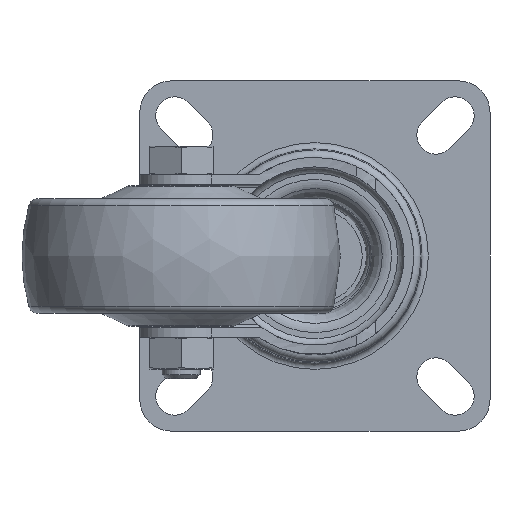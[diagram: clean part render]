
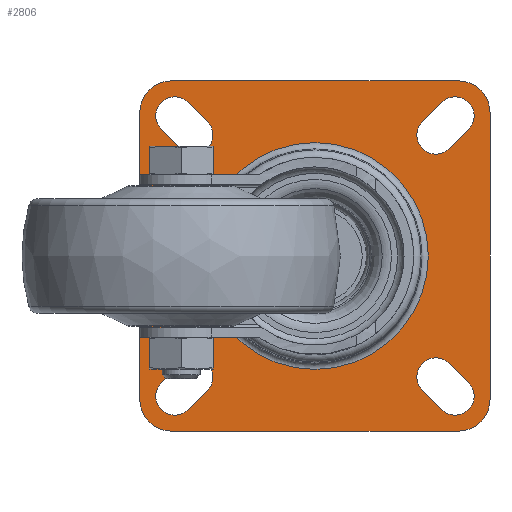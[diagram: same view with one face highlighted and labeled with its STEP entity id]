
A CAD part, front view. The second image highlights one B-rep face of the part: STEP entity #2806.
In plain terms, the highlighted planar face has unit normal (0, -1, 0).
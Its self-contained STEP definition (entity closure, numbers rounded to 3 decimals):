
#217=LINE('',#5211,#346);
#220=LINE('',#5219,#349);
#223=LINE('',#5227,#352);
#226=LINE('',#5234,#355);
#231=LINE('',#5282,#360);
#232=LINE('',#5285,#361);
#233=LINE('',#5290,#362);
#234=LINE('',#5293,#363);
#235=LINE('',#5298,#364);
#236=LINE('',#5301,#365);
#237=LINE('',#5306,#366);
#238=LINE('',#5309,#367);
#346=VECTOR('',#4065,1000.);
#349=VECTOR('',#4074,1000.);
#352=VECTOR('',#4083,1000.);
#355=VECTOR('',#4092,1000.);
#360=VECTOR('',#4151,1000.);
#361=VECTOR('',#4154,1000.);
#362=VECTOR('',#4157,1000.);
#363=VECTOR('',#4160,1000.);
#364=VECTOR('',#4163,1000.);
#365=VECTOR('',#4166,1000.);
#366=VECTOR('',#4169,1000.);
#367=VECTOR('',#4172,1000.);
#468=FACE_BOUND('',#877,.T.);
#469=FACE_BOUND('',#878,.T.);
#470=FACE_BOUND('',#879,.T.);
#471=FACE_BOUND('',#880,.T.);
#472=FACE_BOUND('',#881,.T.);
#519=PLANE('',#3348);
#669=FACE_OUTER_BOUND('',#876,.T.);
#876=EDGE_LOOP('',(#2407,#2408,#2409,#2410,#2411,#2412,#2413,#2414));
#877=EDGE_LOOP('',(#2415));
#878=EDGE_LOOP('',(#2416,#2417,#2418,#2419));
#879=EDGE_LOOP('',(#2420,#2421,#2422,#2423));
#880=EDGE_LOOP('',(#2424,#2425,#2426,#2427));
#881=EDGE_LOOP('',(#2428,#2429,#2430,#2431));
#1070=CIRCLE('',#3312,5.);
#1071=CIRCLE('',#3315,5.);
#1072=CIRCLE('',#3318,5.);
#1073=CIRCLE('',#3321,5.);
#1090=CIRCLE('',#3347,17.81);
#1091=CIRCLE('',#3349,3.);
#1092=CIRCLE('',#3350,3.);
#1093=CIRCLE('',#3351,3.);
#1094=CIRCLE('',#3352,3.);
#1095=CIRCLE('',#3353,3.);
#1096=CIRCLE('',#3354,3.);
#1097=CIRCLE('',#3355,3.);
#1098=CIRCLE('',#3356,3.);
#1368=VERTEX_POINT('',#5204);
#1369=VERTEX_POINT('',#5205);
#1370=VERTEX_POINT('',#5210);
#1371=VERTEX_POINT('',#5214);
#1372=VERTEX_POINT('',#5218);
#1373=VERTEX_POINT('',#5222);
#1374=VERTEX_POINT('',#5226);
#1375=VERTEX_POINT('',#5230);
#1388=VERTEX_POINT('',#5274);
#1389=VERTEX_POINT('',#5278);
#1390=VERTEX_POINT('',#5279);
#1391=VERTEX_POINT('',#5281);
#1392=VERTEX_POINT('',#5283);
#1393=VERTEX_POINT('',#5286);
#1394=VERTEX_POINT('',#5287);
#1395=VERTEX_POINT('',#5289);
#1396=VERTEX_POINT('',#5291);
#1397=VERTEX_POINT('',#5294);
#1398=VERTEX_POINT('',#5295);
#1399=VERTEX_POINT('',#5297);
#1400=VERTEX_POINT('',#5299);
#1401=VERTEX_POINT('',#5302);
#1402=VERTEX_POINT('',#5303);
#1403=VERTEX_POINT('',#5305);
#1404=VERTEX_POINT('',#5307);
#1711=EDGE_CURVE('',#1368,#1369,#1070,.T.);
#1714=EDGE_CURVE('',#1370,#1368,#217,.T.);
#1716=EDGE_CURVE('',#1371,#1370,#1071,.T.);
#1718=EDGE_CURVE('',#1372,#1371,#220,.T.);
#1720=EDGE_CURVE('',#1373,#1372,#1072,.T.);
#1722=EDGE_CURVE('',#1374,#1373,#223,.T.);
#1724=EDGE_CURVE('',#1375,#1374,#1073,.T.);
#1726=EDGE_CURVE('',#1369,#1375,#226,.T.);
#1747=EDGE_CURVE('',#1388,#1388,#1090,.T.);
#1748=EDGE_CURVE('',#1389,#1390,#1091,.T.);
#1749=EDGE_CURVE('',#1390,#1391,#231,.T.);
#1750=EDGE_CURVE('',#1391,#1392,#1092,.T.);
#1751=EDGE_CURVE('',#1392,#1389,#232,.T.);
#1752=EDGE_CURVE('',#1393,#1394,#1093,.T.);
#1753=EDGE_CURVE('',#1394,#1395,#233,.T.);
#1754=EDGE_CURVE('',#1395,#1396,#1094,.T.);
#1755=EDGE_CURVE('',#1396,#1393,#234,.T.);
#1756=EDGE_CURVE('',#1397,#1398,#1095,.T.);
#1757=EDGE_CURVE('',#1398,#1399,#235,.T.);
#1758=EDGE_CURVE('',#1399,#1400,#1096,.T.);
#1759=EDGE_CURVE('',#1400,#1397,#236,.T.);
#1760=EDGE_CURVE('',#1401,#1402,#1097,.T.);
#1761=EDGE_CURVE('',#1402,#1403,#237,.T.);
#1762=EDGE_CURVE('',#1403,#1404,#1098,.T.);
#1763=EDGE_CURVE('',#1404,#1401,#238,.T.);
#2407=ORIENTED_EDGE('',*,*,#1714,.F.);
#2408=ORIENTED_EDGE('',*,*,#1716,.F.);
#2409=ORIENTED_EDGE('',*,*,#1718,.F.);
#2410=ORIENTED_EDGE('',*,*,#1720,.F.);
#2411=ORIENTED_EDGE('',*,*,#1722,.F.);
#2412=ORIENTED_EDGE('',*,*,#1724,.F.);
#2413=ORIENTED_EDGE('',*,*,#1726,.F.);
#2414=ORIENTED_EDGE('',*,*,#1711,.F.);
#2415=ORIENTED_EDGE('',*,*,#1747,.F.);
#2416=ORIENTED_EDGE('',*,*,#1748,.T.);
#2417=ORIENTED_EDGE('',*,*,#1749,.T.);
#2418=ORIENTED_EDGE('',*,*,#1750,.T.);
#2419=ORIENTED_EDGE('',*,*,#1751,.T.);
#2420=ORIENTED_EDGE('',*,*,#1752,.T.);
#2421=ORIENTED_EDGE('',*,*,#1753,.T.);
#2422=ORIENTED_EDGE('',*,*,#1754,.T.);
#2423=ORIENTED_EDGE('',*,*,#1755,.T.);
#2424=ORIENTED_EDGE('',*,*,#1756,.T.);
#2425=ORIENTED_EDGE('',*,*,#1757,.T.);
#2426=ORIENTED_EDGE('',*,*,#1758,.T.);
#2427=ORIENTED_EDGE('',*,*,#1759,.T.);
#2428=ORIENTED_EDGE('',*,*,#1760,.T.);
#2429=ORIENTED_EDGE('',*,*,#1761,.T.);
#2430=ORIENTED_EDGE('',*,*,#1762,.T.);
#2431=ORIENTED_EDGE('',*,*,#1763,.T.);
#2806=ADVANCED_FACE('',(#669,#468,#469,#470,#471,#472),#519,.F.);
#3312=AXIS2_PLACEMENT_3D('',#5206,#4059,#4060);
#3315=AXIS2_PLACEMENT_3D('',#5215,#4069,#4070);
#3318=AXIS2_PLACEMENT_3D('',#5223,#4078,#4079);
#3321=AXIS2_PLACEMENT_3D('',#5231,#4087,#4088);
#3347=AXIS2_PLACEMENT_3D('',#5276,#4145,#4146);
#3348=AXIS2_PLACEMENT_3D('',#5277,#4147,#4148);
#3349=AXIS2_PLACEMENT_3D('',#5280,#4149,#4150);
#3350=AXIS2_PLACEMENT_3D('',#5284,#4152,#4153);
#3351=AXIS2_PLACEMENT_3D('',#5288,#4155,#4156);
#3352=AXIS2_PLACEMENT_3D('',#5292,#4158,#4159);
#3353=AXIS2_PLACEMENT_3D('',#5296,#4161,#4162);
#3354=AXIS2_PLACEMENT_3D('',#5300,#4164,#4165);
#3355=AXIS2_PLACEMENT_3D('',#5304,#4167,#4168);
#3356=AXIS2_PLACEMENT_3D('',#5308,#4170,#4171);
#4059=DIRECTION('center_axis',(0.,1.,0.));
#4060=DIRECTION('ref_axis',(0.,0.,1.));
#4065=DIRECTION('',(-1.,0.,0.));
#4069=DIRECTION('center_axis',(0.,1.,0.));
#4070=DIRECTION('ref_axis',(0.,0.,1.));
#4074=DIRECTION('',(0.,0.,-1.));
#4078=DIRECTION('center_axis',(0.,1.,0.));
#4079=DIRECTION('ref_axis',(0.,0.,1.));
#4083=DIRECTION('',(1.,0.,0.));
#4087=DIRECTION('center_axis',(0.,1.,0.));
#4088=DIRECTION('ref_axis',(0.,0.,1.));
#4092=DIRECTION('',(0.,0.,1.));
#4145=DIRECTION('center_axis',(0.,-1.,0.));
#4146=DIRECTION('ref_axis',(0.,0.,-1.));
#4147=DIRECTION('center_axis',(0.,1.,0.));
#4148=DIRECTION('ref_axis',(0.,0.,1.));
#4149=DIRECTION('center_axis',(0.,1.,0.));
#4150=DIRECTION('ref_axis',(0.,0.,1.));
#4151=DIRECTION('',(0.707,0.,0.707));
#4152=DIRECTION('center_axis',(0.,1.,0.));
#4153=DIRECTION('ref_axis',(0.,0.,1.));
#4154=DIRECTION('',(-0.707,0.,-0.707));
#4155=DIRECTION('center_axis',(0.,1.,0.));
#4156=DIRECTION('ref_axis',(0.,0.,1.));
#4157=DIRECTION('',(0.707,0.,-0.707));
#4158=DIRECTION('center_axis',(0.,1.,0.));
#4159=DIRECTION('ref_axis',(0.,0.,1.));
#4160=DIRECTION('',(-0.707,0.,0.707));
#4161=DIRECTION('center_axis',(0.,1.,0.));
#4162=DIRECTION('ref_axis',(0.,0.,1.));
#4163=DIRECTION('',(-0.707,0.,-0.707));
#4164=DIRECTION('center_axis',(0.,1.,0.));
#4165=DIRECTION('ref_axis',(0.,0.,1.));
#4166=DIRECTION('',(0.707,0.,0.707));
#4167=DIRECTION('center_axis',(0.,1.,0.));
#4168=DIRECTION('ref_axis',(0.,0.,1.));
#4169=DIRECTION('',(-0.707,0.,0.707));
#4170=DIRECTION('center_axis',(0.,1.,0.));
#4171=DIRECTION('ref_axis',(0.,0.,1.));
#4172=DIRECTION('',(0.707,0.,-0.707));
#5204=CARTESIAN_POINT('',(-1.5,39.5,-27.5));
#5205=CARTESIAN_POINT('',(-6.5,39.5,-22.5));
#5206=CARTESIAN_POINT('Origin',(-1.5,39.5,-22.5));
#5210=CARTESIAN_POINT('',(43.5,39.5,-27.5));
#5211=CARTESIAN_POINT('',(61.5,39.5,-27.5));
#5214=CARTESIAN_POINT('',(48.5,39.5,-22.5));
#5215=CARTESIAN_POINT('Origin',(43.5,39.5,-22.5));
#5218=CARTESIAN_POINT('',(48.5,39.5,22.5));
#5219=CARTESIAN_POINT('',(48.5,39.5,0.));
#5222=CARTESIAN_POINT('',(43.5,39.5,27.5));
#5223=CARTESIAN_POINT('Origin',(43.5,39.5,22.5));
#5226=CARTESIAN_POINT('',(-1.5,39.5,27.5));
#5227=CARTESIAN_POINT('',(61.5,39.5,27.5));
#5230=CARTESIAN_POINT('',(-6.5,39.5,22.5));
#5231=CARTESIAN_POINT('Origin',(-1.5,39.5,22.5));
#5234=CARTESIAN_POINT('',(-6.5,39.5,0.));
#5274=CARTESIAN_POINT('',(21.,39.5,17.81));
#5276=CARTESIAN_POINT('Origin',(21.,39.5,0.));
#5277=CARTESIAN_POINT('Origin',(61.5,39.5,0.));
#5278=CARTESIAN_POINT('',(1.121,39.5,-24.121));
#5279=CARTESIAN_POINT('',(-3.121,39.5,-19.879));
#5280=CARTESIAN_POINT('Origin',(-1.,39.5,-22.));
#5281=CARTESIAN_POINT('',(-0.121,39.5,-16.879));
#5282=CARTESIAN_POINT('',(39.129,39.5,22.371));
#5283=CARTESIAN_POINT('',(4.121,39.5,-21.121));
#5284=CARTESIAN_POINT('Origin',(2.,39.5,-19.));
#5285=CARTESIAN_POINT('',(43.371,39.5,18.129));
#5286=CARTESIAN_POINT('',(-3.121,39.5,19.879));
#5287=CARTESIAN_POINT('',(1.121,39.5,24.121));
#5288=CARTESIAN_POINT('Origin',(-1.,39.5,22.));
#5289=CARTESIAN_POINT('',(4.121,39.5,21.121));
#5290=CARTESIAN_POINT('',(43.371,39.5,-18.129));
#5291=CARTESIAN_POINT('',(-0.121,39.5,16.879));
#5292=CARTESIAN_POINT('Origin',(2.,39.5,19.));
#5293=CARTESIAN_POINT('',(39.129,39.5,-22.371));
#5294=CARTESIAN_POINT('',(40.879,39.5,24.121));
#5295=CARTESIAN_POINT('',(45.121,39.5,19.879));
#5296=CARTESIAN_POINT('Origin',(43.,39.5,22.));
#5297=CARTESIAN_POINT('',(42.121,39.5,16.879));
#5298=CARTESIAN_POINT('',(43.371,39.5,18.129));
#5299=CARTESIAN_POINT('',(37.879,39.5,21.121));
#5300=CARTESIAN_POINT('Origin',(40.,39.5,19.));
#5301=CARTESIAN_POINT('',(39.129,39.5,22.371));
#5302=CARTESIAN_POINT('',(45.121,39.5,-19.879));
#5303=CARTESIAN_POINT('',(40.879,39.5,-24.121));
#5304=CARTESIAN_POINT('Origin',(43.,39.5,-22.));
#5305=CARTESIAN_POINT('',(37.879,39.5,-21.121));
#5306=CARTESIAN_POINT('',(39.129,39.5,-22.371));
#5307=CARTESIAN_POINT('',(42.121,39.5,-16.879));
#5308=CARTESIAN_POINT('Origin',(40.,39.5,-19.));
#5309=CARTESIAN_POINT('',(43.371,39.5,-18.129));
